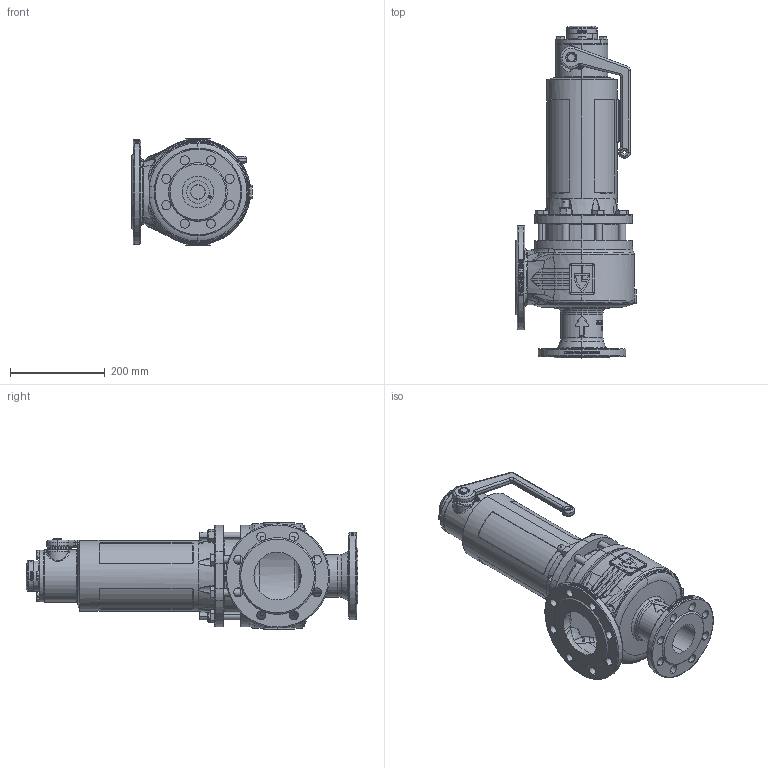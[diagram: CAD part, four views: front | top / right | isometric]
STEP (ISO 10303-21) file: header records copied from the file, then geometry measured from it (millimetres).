
FILE_DESCRIPTION (( 'STEP AP214' ), '1' );
FILE_NAME ('355TBGFL_65_FLFL_65100_MD.STEP', '2020-07-30T08:54:52', ( '' ), ( '' ), 'SwSTEP 2.0', 'SolidWorks 2020', '' );
FILE_SCHEMA (( 'AUTOMOTIVE_DESIGN' ));
Length unit declared in the file: millimetre
Products named in the file (1): 355TBGFL_65_FLFL_65100_MD
Bounding box: 255 x 701.85 x 225 mm (x, y, z)
Volume: 4963655.6 mm3; surface area: 1084721.4 mm2
Topology: 27 solids, 27 shells, 3065 faces, 7729 edges, 4890 vertices
Faces by surface type: plane 1104, bspline 860, cylinder 643, cone 287, torus 153, sphere 18
Entity records: 238867 total; most frequent: CARTESIAN_POINT 137929, ORIENTED_EDGE 15326, DIRECTION 11729, EDGE_CURVE 7663, VERTEX_POINT 4890, AXIS2_PLACEMENT_3D 4674, EDGE_LOOP 3409, UNCERTAINTY_MEASURE_WITH_UNIT 3081
